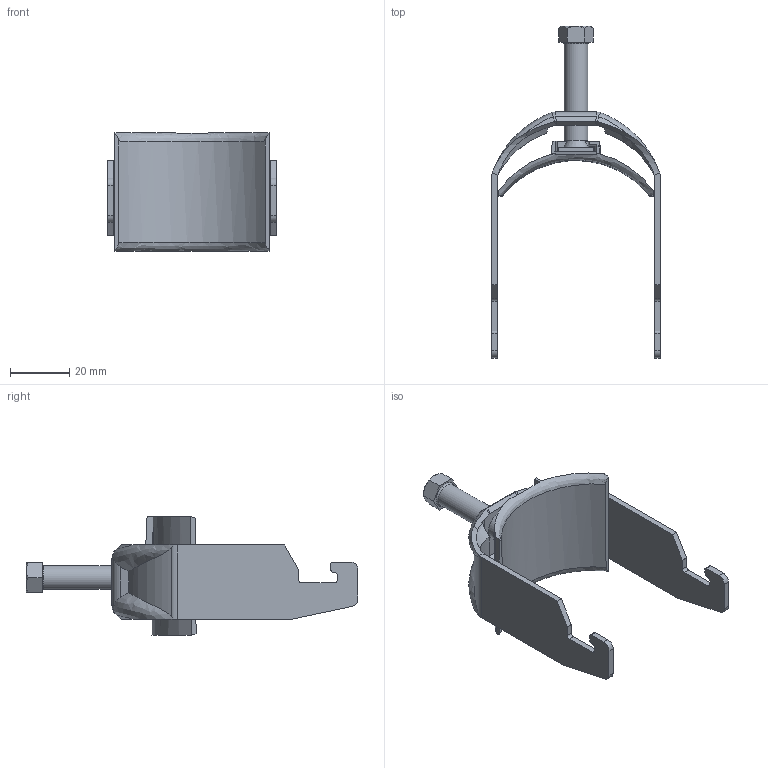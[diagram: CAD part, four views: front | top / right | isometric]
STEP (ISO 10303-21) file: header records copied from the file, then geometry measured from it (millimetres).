
FILE_DESCRIPTION (( 'STEP AP214' ), '1' );
FILE_NAME ('1186749.stp', '2023-09-22T09:25:06', ( '' ), ( '' ), 'SwSTEP 2.0', 'SolidWorks 2022', '' );
FILE_SCHEMA (( 'AUTOMOTIVE_DESIGN' ));
Length unit declared in the file: millimetre
Products named in the file (5): 1186749; 142313_Druckschraube - M8 x 33; 157113_1Fach; EB104-00-04_Standard; EB104-09-02_Standard
Assembly tree (4 placements, depth 2):
  1186749
    157113_1Fach
    142313_Druckschraube - M8 x 33
    EB104-00-04_Standard
    EB104-09-02_Standard
Bounding box: 57 x 112 x 40.07 mm (x, y, z)
Volume: 17874.4 mm3; surface area: 17482 mm2
Topology: 4 solids, 4 shells, 195 faces, 501 edges, 316 vertices
Faces by surface type: plane 106, cylinder 39, bspline 38, cone 7, sphere 4, torus 1
Full cylindrical faces by diameter (mm): 3.6 x1, 4 x1, 5.7 x1, 6 x1, 8 x1, 8.2 x1, 10 x1
Entity records: 14427 total; most frequent: CARTESIAN_POINT 9988, ORIENTED_EDGE 962, DIRECTION 724, EDGE_CURVE 481, VERTEX_POINT 311, VECTOR 242, LINE 242, AXIS2_PLACEMENT_3D 241
